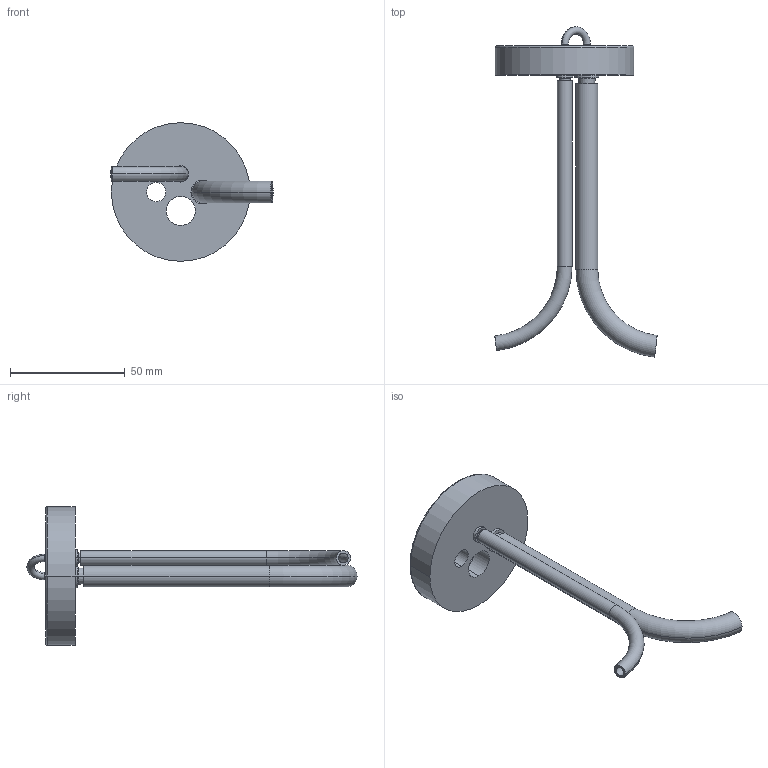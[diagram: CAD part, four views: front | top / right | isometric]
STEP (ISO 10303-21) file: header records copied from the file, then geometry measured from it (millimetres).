
FILE_DESCRIPTION((''),'2;1');
FILE_NAME('6-027_ASM','2025-04-21T20:25:08',('SwamiS'),(''),'CREO PARAMETRIC BY PTC INC, 2023134','CREO PARAMETRIC BY PTC INC, 2023134','');
FILE_SCHEMA(('CONFIG_CONTROL_DESIGN'));
Length unit declared in the file: inch
Products named in the file (7): 13911; 92992; 92993; 92994; 91381; 91380; 6-027_ASM
Assembly tree (6 placements, depth 2):
  6-027_ASM
    13911
    92992
    92993
    92994
    91381
    91380
Bounding box: 70.64 x 143.84 x 60.33 mm (x, y, z)
Volume: 36892.6 mm3; surface area: 22151.4 mm2
Topology: 6 solids, 6 shells, 187 faces, 439 edges, 276 vertices
Faces by surface type: plane 63, cylinder 52, torus 34, cone 32, bspline 6
Entity records: 7222 total; most frequent: CARTESIAN_POINT 2650, DIRECTION 995, ORIENTED_EDGE 878, EDGE_CURVE 439, AXIS2_PLACEMENT_3D 422, VERTEX_POINT 276, CIRCLE 228, EDGE_LOOP 219
